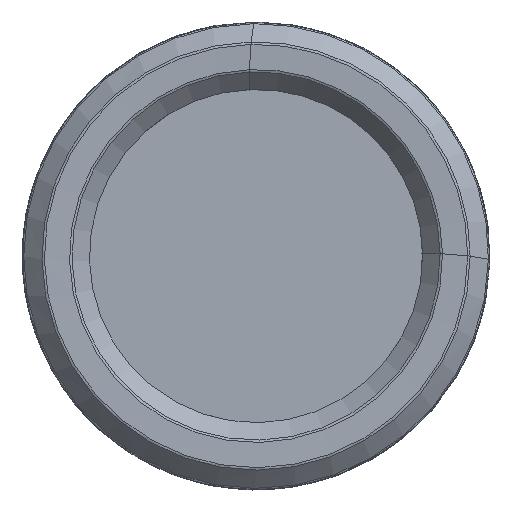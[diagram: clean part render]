
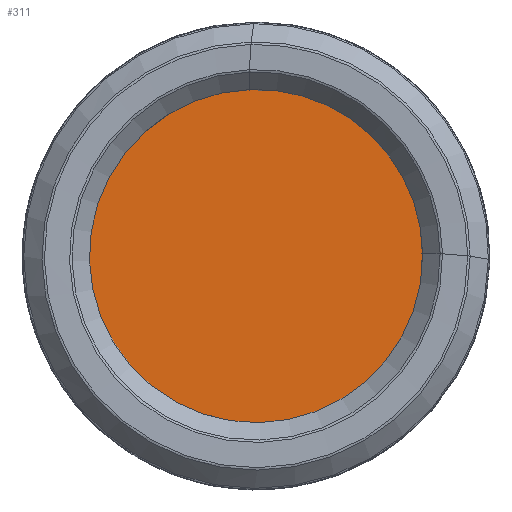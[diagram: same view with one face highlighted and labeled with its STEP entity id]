
A CAD part, left-side view. The second image highlights one B-rep face of the part: STEP entity #311.
In plain terms, the highlighted planar face has unit normal (-1, 0, 0).
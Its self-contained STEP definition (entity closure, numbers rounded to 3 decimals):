
#55=PLANE('',#942);
#311=ADVANCED_FACE('',(#379),#55,.F.);
#379=FACE_OUTER_BOUND('',#451,.T.);
#451=EDGE_LOOP('',(#687));
#500=CIRCLE('',#905,39.911);
#687=ORIENTED_EDGE('',*,*,#804,.T.);
#720=VERTEX_POINT('',#1760);
#804=EDGE_CURVE('',#720,#720,#500,.T.);
#905=AXIS2_PLACEMENT_3D('',#1759,#1057,#1058);
#942=AXIS2_PLACEMENT_3D('',#1889,#1132,#1133);
#1057=DIRECTION('',(-1.,0.,0.));
#1058=DIRECTION('',(0.,0.,1.));
#1132=DIRECTION('',(1.,0.,0.));
#1133=DIRECTION('',(0.,0.,-1.));
#1759=CARTESIAN_POINT('',(5.,0.,0.));
#1760=CARTESIAN_POINT('',(5.,0.,39.911));
#1889=CARTESIAN_POINT('',(5.,15.,0.));
